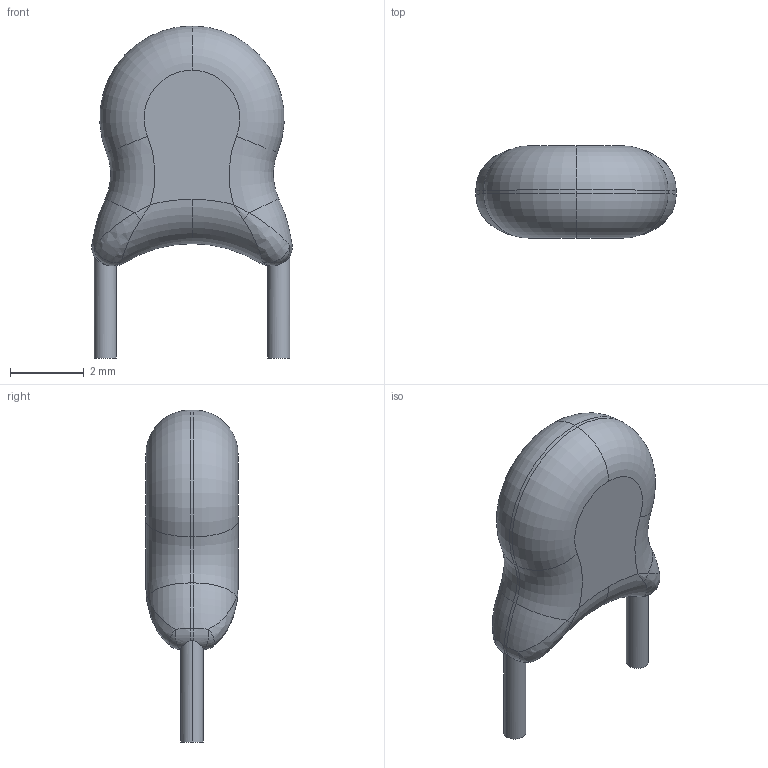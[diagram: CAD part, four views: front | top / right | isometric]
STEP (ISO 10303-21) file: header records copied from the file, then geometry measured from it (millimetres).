
FILE_DESCRIPTION(('FreeCAD Model'),'2;1');
FILE_NAME('Open CASCADE Shape Model','2025-01-17T09:26:24',( 'kicad StepUp'),('ksu MCAD'),'Open CASCADE STEP processor 7.8', 'FreeCAD','Unknown');
FILE_SCHEMA(('CONFIG_CONTROL_DESIGN','SHAPE_APPEARANCE_LAYER_MIM'));
Length unit declared in the file: millimetre
Products named in the file (1): C_Disc_D5.0mm_W2.5mm_H7.8MM_P5.00mm
Bounding box: 5.43 x 2.5 x 9 mm (x, y, z)
Volume: 58.7 mm3; surface area: 94.9 mm2
Topology: 1 solids, 1 shells, 62 faces, 142 edges, 78 vertices
Faces by surface type: bspline 19, torus 16, cylinder 15, plane 8, sphere 4
Entity records: 2613 total; most frequent: CARTESIAN_POINT 757, ORIENTED_EDGE 276, DIRECTION 257, EDGE_CURVE 138, AXIS2_PLACEMENT_3D 122, VERTEX_POINT 78, CIRCLE 78, ADVANCED_FACE 62
